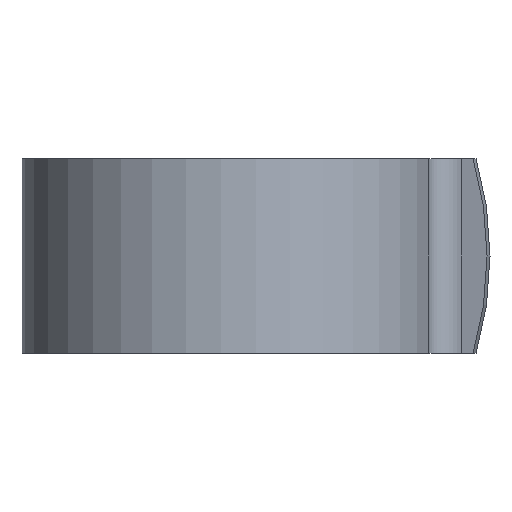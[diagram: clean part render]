
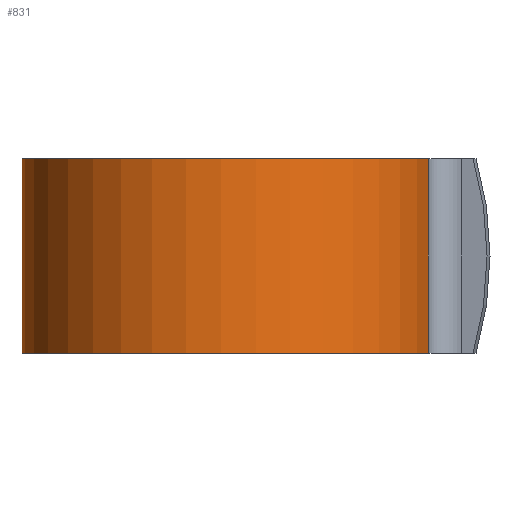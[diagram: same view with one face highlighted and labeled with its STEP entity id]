
A CAD part, front view. The second image highlights one B-rep face of the part: STEP entity #831.
In plain terms, the highlighted cylindrical face has radius 11.773 mm (diameter 23.546 mm), a partial arc.
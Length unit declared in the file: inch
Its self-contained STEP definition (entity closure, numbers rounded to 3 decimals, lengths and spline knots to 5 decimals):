
#12 = ORIENTED_EDGE ( 'NONE', *, *, #817, .F. ) ;
#21 = CYLINDRICAL_SURFACE ( 'NONE', #784, 0.4635 ) ;
#70 = ORIENTED_EDGE ( 'NONE', *, *, #804, .F. ) ;
#81 = DIRECTION ( 'NONE',  ( 0., 0., -1. ) ) ;
#116 = DIRECTION ( 'NONE',  ( 1., 0., 0. ) ) ;
#145 = EDGE_CURVE ( 'NONE', #964, #186, #579, .T. ) ;
#156 = CARTESIAN_POINT ( 'NONE',  ( 0.45009, -0.11067, 0. ) ) ;
#179 = CARTESIAN_POINT ( 'NONE',  ( 0., 0., 0.437 ) ) ;
#186 = VERTEX_POINT ( 'NONE', #156 ) ;
#193 = DIRECTION ( 'NONE',  ( 0., 0., 1. ) ) ;
#220 = CARTESIAN_POINT ( 'NONE',  ( 0.45009, -0.11067, 0.437 ) ) ;
#241 = LINE ( 'NONE', #363, #706 ) ;
#243 = VERTEX_POINT ( 'NONE', #477 ) ;
#293 = DIRECTION ( 'NONE',  ( 1., 0., 0. ) ) ;
#322 = CARTESIAN_POINT ( 'NONE',  ( 0., 0., 0. ) ) ;
#363 = CARTESIAN_POINT ( 'NONE',  ( -0.4635, 0., 0.437 ) ) ;
#408 = CARTESIAN_POINT ( 'NONE',  ( -0.4635, 0., 0. ) ) ;
#426 = CARTESIAN_POINT ( 'NONE',  ( 0., 0., 0.437 ) ) ;
#477 = CARTESIAN_POINT ( 'NONE',  ( 0.45009, -0.11067, 0.437 ) ) ;
#494 = ORIENTED_EDGE ( 'NONE', *, *, #756, .T. ) ;
#521 = ORIENTED_EDGE ( 'NONE', *, *, #145, .T. ) ;
#562 = CIRCLE ( 'NONE', #751, 0.4635 ) ;
#579 = CIRCLE ( 'NONE', #588, 0.4635 ) ;
#588 = AXIS2_PLACEMENT_3D ( 'NONE', #322, #193, #116 ) ;
#609 = LINE ( 'NONE', #220, #765 ) ;
#631 = EDGE_LOOP ( 'NONE', ( #70, #494, #521, #12 ) ) ;
#665 = FACE_OUTER_BOUND ( 'NONE', #631, .T. ) ;
#668 = DIRECTION ( 'NONE',  ( 0., 0., 1. ) ) ;
#671 = DIRECTION ( 'NONE',  ( 0., 0., -1. ) ) ;
#706 = VECTOR ( 'NONE', #671, 39.37008 ) ;
#732 = DIRECTION ( 'NONE',  ( -1., 0., 0. ) ) ;
#741 = DIRECTION ( 'NONE',  ( 0., 0., -1. ) ) ;
#751 = AXIS2_PLACEMENT_3D ( 'NONE', #426, #668, #293 ) ;
#756 = EDGE_CURVE ( 'NONE', #770, #964, #241, .T. ) ;
#757 = CARTESIAN_POINT ( 'NONE',  ( -0.4635, 0., 0.437 ) ) ;
#765 = VECTOR ( 'NONE', #741, 39.37008 ) ;
#770 = VERTEX_POINT ( 'NONE', #757 ) ;
#784 = AXIS2_PLACEMENT_3D ( 'NONE', #179, #81, #732 ) ;
#804 = EDGE_CURVE ( 'NONE', #770, #243, #562, .T. ) ;
#817 = EDGE_CURVE ( 'NONE', #243, #186, #609, .T. ) ;
#831 = ADVANCED_FACE ( 'NONE', ( #665 ), #21, .T. ) ;
#964 = VERTEX_POINT ( 'NONE', #408 ) ;
